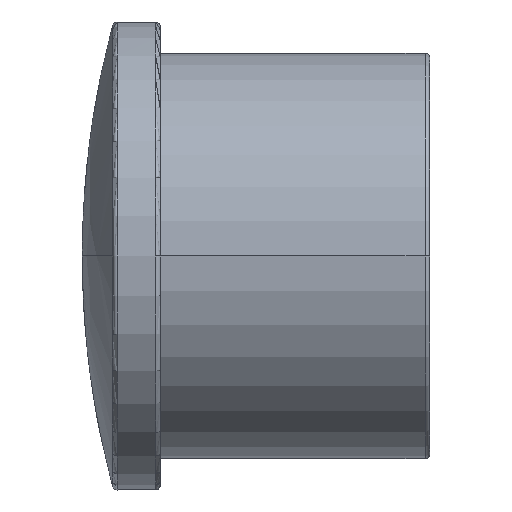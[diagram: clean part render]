
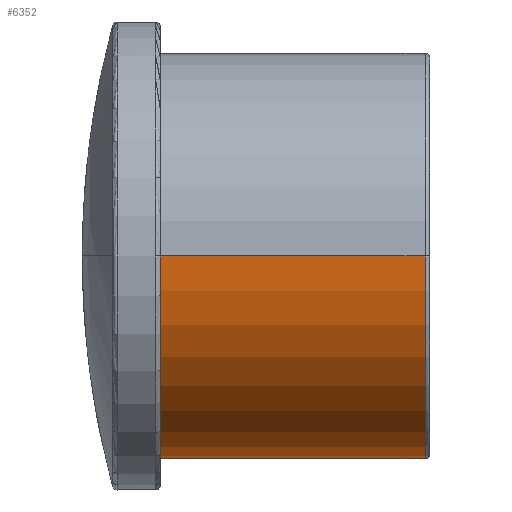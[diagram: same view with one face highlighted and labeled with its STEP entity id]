
A CAD part, front view. The second image highlights one B-rep face of the part: STEP entity #6352.
In plain terms, the highlighted cylindrical face has radius 13 mm (diameter 26 mm), a partial arc.
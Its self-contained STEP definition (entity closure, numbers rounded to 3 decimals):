
#12=CARTESIAN_POINT('',(0.,0.,0.));
#13=DIRECTION('',(-1.,0.,0.));
#14=DIRECTION('',(0.,1.,0.));
#15=AXIS2_PLACEMENT_3D('',#12,#13,#14);
#1946=CARTESIAN_POINT('',(16.96,0.,0.));
#1947=DIRECTION('',(-1.,0.,0.));
#1948=DIRECTION('',(0.,1.,0.));
#1949=AXIS2_PLACEMENT_3D('',#1946,#1947,#1948);
#1966=DIRECTION('',(-1.,0.,0.));
#1967=VECTOR('',#1966,16.96);
#1968=CARTESIAN_POINT('',(16.96,-13.,0.));
#1969=LINE('',#1968,#1967);
#1970=DIRECTION('',(1.,0.,0.));
#1971=VECTOR('',#1970,16.96);
#1972=CARTESIAN_POINT('',(0.,13.,0.));
#1973=LINE('',#1972,#1971);
#2600=CARTESIAN_POINT('',(0.,13.,0.));
#2601=CARTESIAN_POINT('',(0.,-13.,0.));
#2602=VERTEX_POINT('',#2600);
#2603=VERTEX_POINT('',#2601);
#2604=CARTESIAN_POINT('',(16.96,13.,0.));
#2605=CARTESIAN_POINT('',(16.96,-13.,0.));
#2606=VERTEX_POINT('',#2604);
#2607=VERTEX_POINT('',#2605);
#6338=CARTESIAN_POINT('',(-0.339,0.,0.));
#6339=DIRECTION('',(1.,0.,0.));
#6340=DIRECTION('',(0.,-1.,0.));
#6341=AXIS2_PLACEMENT_3D('',#6338,#6339,#6340);
#6342=CYLINDRICAL_SURFACE('',#6341,13.);
#6344=ORIENTED_EDGE('',*,*,#6343,.F.);
#6346=ORIENTED_EDGE('',*,*,#6345,.F.);
#6347=ORIENTED_EDGE('',*,*,#2979,.T.);
#6349=ORIENTED_EDGE('',*,*,#6348,.F.);
#6350=EDGE_LOOP('',(#6344,#6346,#6347,#6349));
#6351=FACE_OUTER_BOUND('',#6350,.F.);
#16=CIRCLE('',#15,13.);
#1950=CIRCLE('',#1949,13.);
#2979=EDGE_CURVE('',#2602,#2603,#16,.T.);
#6343=EDGE_CURVE('',#2606,#2607,#1950,.T.);
#6345=EDGE_CURVE('',#2602,#2606,#1973,.T.);
#6348=EDGE_CURVE('',#2607,#2603,#1969,.T.);
#6352=ADVANCED_FACE('',(#6351),#6342,.T.);
